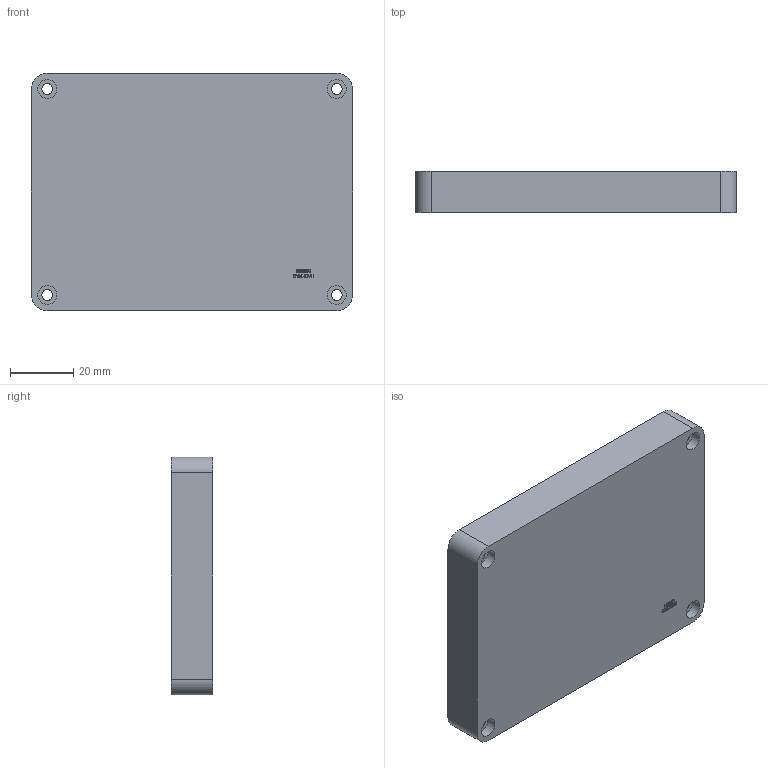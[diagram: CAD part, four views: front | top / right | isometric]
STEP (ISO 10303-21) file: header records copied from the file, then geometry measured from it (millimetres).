
FILE_DESCRIPTION(/* description */ (''),/* implementation_level */ '2;1');
FILE_NAME(/* name */ 'Bottom Case.step',/* time_stamp */ '2025-12-03T23:17:39+04:00',/* author */ (''),/* organization */ (''),/* preprocessor_version */ 'ST-DEVELOPER v20.1',/* originating_system */ 'Autodesk Translation Framework v14.21.0.0',/* authorisation */ '');
FILE_SCHEMA (('AUTOMOTIVE_DESIGN { 1 0 10303 214 3 1 1 }'));
Length unit declared in the file: millimetre
Products named in the file (2): 2025-11-30-16-31-55-499; 2025-11-30-16-32-16-561
Assembly tree (1 placements, depth 2):
  2025-11-30-16-31-55-499
    2025-11-30-16-32-16-561
Bounding box: 101.49 x 13 x 75.12 mm (x, y, z)
Volume: 51886.6 mm3; surface area: 22879.4 mm2
Topology: 1 solids, 1 shells, 241 faces, 654 edges, 436 vertices
Faces by surface type: plane 129, bspline 100, cylinder 12
Full cylindrical faces by diameter (mm): 3.4 x4, 6 x4
Entity records: 8521 total; most frequent: CARTESIAN_POINT 3034, ORIENTED_EDGE 1308, DIRECTION 766, EDGE_CURVE 654, VERTEX_POINT 436, LINE 430, VECTOR 430, EDGE_LOOP 270
